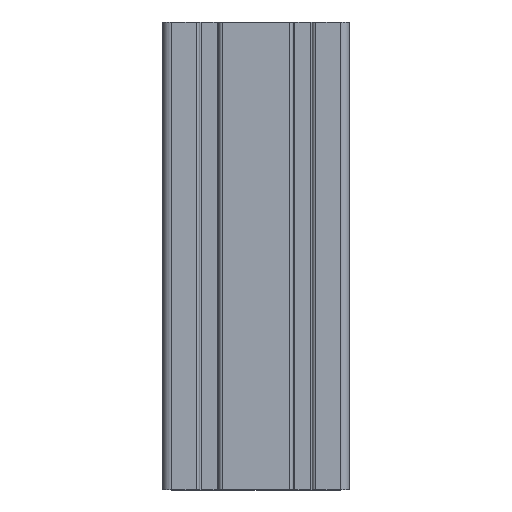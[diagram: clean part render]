
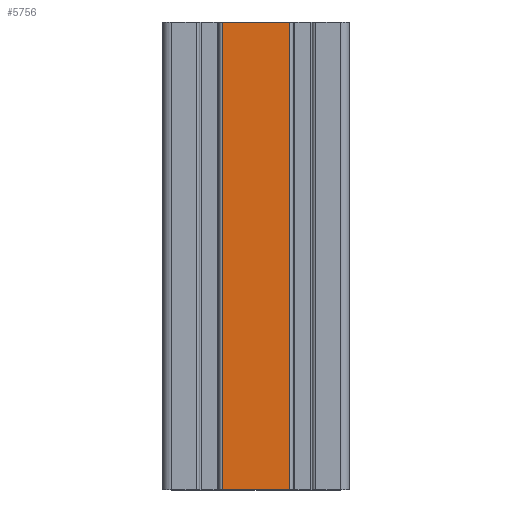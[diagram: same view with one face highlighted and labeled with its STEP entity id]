
A CAD part, top view. The second image highlights one B-rep face of the part: STEP entity #5756.
In plain terms, the highlighted planar face has unit normal (0, 0, 1).
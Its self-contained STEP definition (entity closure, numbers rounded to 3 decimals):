
#418 = EDGE_CURVE ( 'NONE', #8864, #11009, #10342, .T. ) ;
#840 = EDGE_CURVE ( 'NONE', #8921, #11009, #2616, .T. ) ;
#1202 = CARTESIAN_POINT ( 'NONE',  ( 0., 200., 40. ) ) ;
#1910 = CARTESIAN_POINT ( 'NONE',  ( 14.4, 200., 40. ) ) ;
#2616 = LINE ( 'NONE', #10528, #7141 ) ;
#2684 = CARTESIAN_POINT ( 'NONE',  ( 14.4, 0., 40. ) ) ;
#2971 = DIRECTION ( 'NONE',  ( 1., 0., 0. ) ) ;
#3111 = ORIENTED_EDGE ( 'NONE', *, *, #840, .T. ) ;
#3274 = ORIENTED_EDGE ( 'NONE', *, *, #418, .F. ) ;
#3518 = EDGE_CURVE ( 'NONE', #7591, #8864, #6952, .T. ) ;
#3743 = DIRECTION ( 'NONE',  ( 0., 0., 1. ) ) ;
#4514 = CARTESIAN_POINT ( 'NONE',  ( -14.4, 200., 40. ) ) ;
#5150 = LINE ( 'NONE', #9930, #7161 ) ;
#5170 = CARTESIAN_POINT ( 'NONE',  ( -14.4, 0., 40. ) ) ;
#5417 = EDGE_CURVE ( 'NONE', #7591, #8921, #5150, .T. ) ;
#5492 = CARTESIAN_POINT ( 'NONE',  ( -14.4, 0., 40. ) ) ;
#5620 = CARTESIAN_POINT ( 'NONE',  ( 14.4, 0., 40. ) ) ;
#5756 = ADVANCED_FACE ( 'NONE', ( #7151 ), #9785, .T. ) ;
#6265 = VECTOR ( 'NONE', #6410, 1000. ) ;
#6410 = DIRECTION ( 'NONE',  ( 1., 0., 0. ) ) ;
#6952 = LINE ( 'NONE', #1202, #6265 ) ;
#7141 = VECTOR ( 'NONE', #9634, 1000. ) ;
#7151 = FACE_OUTER_BOUND ( 'NONE', #11025, .T. ) ;
#7161 = VECTOR ( 'NONE', #9100, 1000. ) ;
#7364 = ORIENTED_EDGE ( 'NONE', *, *, #5417, .T. ) ;
#7591 = VERTEX_POINT ( 'NONE', #4514 ) ;
#8864 = VERTEX_POINT ( 'NONE', #1910 ) ;
#8921 = VERTEX_POINT ( 'NONE', #5170 ) ;
#9044 = DIRECTION ( 'NONE',  ( 0., -1., 0. ) ) ;
#9100 = DIRECTION ( 'NONE',  ( 0., -1., 0. ) ) ;
#9634 = DIRECTION ( 'NONE',  ( 1., 0., 0. ) ) ;
#9785 = PLANE ( 'NONE',  #9855 ) ;
#9855 = AXIS2_PLACEMENT_3D ( 'NONE', #5492, #3743, #2971 ) ;
#9930 = CARTESIAN_POINT ( 'NONE',  ( -14.4, 0., 40. ) ) ;
#9940 = VECTOR ( 'NONE', #9044, 1000. ) ;
#10342 = LINE ( 'NONE', #5620, #9940 ) ;
#10528 = CARTESIAN_POINT ( 'NONE',  ( -14.4, 0., 40. ) ) ;
#10642 = ORIENTED_EDGE ( 'NONE', *, *, #3518, .F. ) ;
#11009 = VERTEX_POINT ( 'NONE', #2684 ) ;
#11025 = EDGE_LOOP ( 'NONE', ( #3111, #3274, #10642, #7364 ) ) ;
